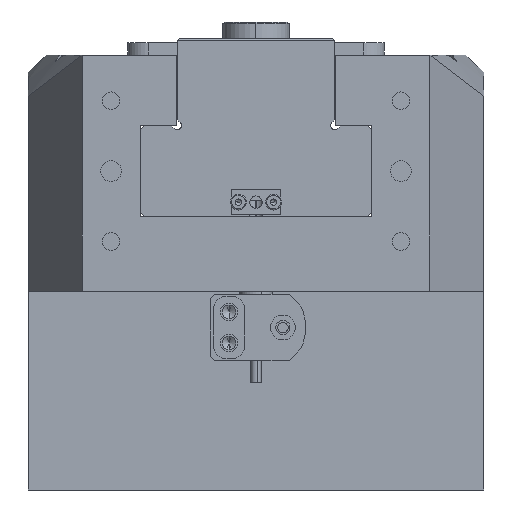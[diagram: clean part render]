
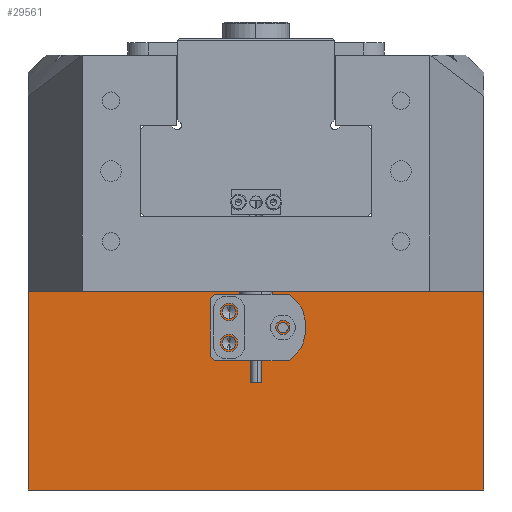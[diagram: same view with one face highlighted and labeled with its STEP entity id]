
A CAD part, left-side view. The second image highlights one B-rep face of the part: STEP entity #29561.
In plain terms, the highlighted planar face has unit normal (-1, 0, 0).
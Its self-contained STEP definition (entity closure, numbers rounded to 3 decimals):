
#436 = DIRECTION ( 'NONE',  ( 0., -1., 0. ) ) ;
#774 = DIRECTION ( 'NONE',  ( 0., 0., 1. ) ) ;
#964 = ORIENTED_EDGE ( 'NONE', *, *, #19300, .F. ) ;
#1376 = CIRCLE ( 'NONE', #28801, 1.25 ) ;
#1534 = VERTEX_POINT ( 'NONE', #30926 ) ;
#1597 = CARTESIAN_POINT ( 'NONE',  ( -111.343, -45.486, 231.842 ) ) ;
#1680 = VERTEX_POINT ( 'NONE', #38565 ) ;
#2014 = VERTEX_POINT ( 'NONE', #39610 ) ;
#2042 = DIRECTION ( 'NONE',  ( -1., 0., 0. ) ) ;
#2087 = CARTESIAN_POINT ( 'NONE',  ( -111.343, -45.486, 183.842 ) ) ;
#2886 = LINE ( 'NONE', #2087, #34984 ) ;
#3206 = VERTEX_POINT ( 'NONE', #7847 ) ;
#3565 = EDGE_CURVE ( 'NONE', #12288, #33682, #31856, .T. ) ;
#3778 = PLANE ( 'NONE',  #36896 ) ;
#5194 = DIRECTION ( 'NONE',  ( -1., 0., 0. ) ) ;
#5929 = AXIS2_PLACEMENT_3D ( 'NONE', #37703, #9880, #10154 ) ;
#6569 = ORIENTED_EDGE ( 'NONE', *, *, #36981, .F. ) ;
#7254 = EDGE_CURVE ( 'NONE', #20002, #35349, #14340, .T. ) ;
#7514 = AXIS2_PLACEMENT_3D ( 'NONE', #14255, #2042, #29468 ) ;
#7847 = CARTESIAN_POINT ( 'NONE',  ( -111.343, 64.514, 231.842 ) ) ;
#8156 = CARTESIAN_POINT ( 'NONE',  ( -111.343, 16.014, 228.492 ) ) ;
#8392 = CARTESIAN_POINT ( 'NONE',  ( -111.343, 79.009, 231.842 ) ) ;
#8692 = DIRECTION ( 'NONE',  ( 0., 0., 1. ) ) ;
#8898 = EDGE_CURVE ( 'NONE', #35349, #20002, #23792, .T. ) ;
#9826 = VECTOR ( 'NONE', #35674, 1000. ) ;
#9880 = DIRECTION ( 'NONE',  ( -1., 0., 0. ) ) ;
#9913 = CARTESIAN_POINT ( 'NONE',  ( -111.343, 79.009, 231.842 ) ) ;
#10036 = VECTOR ( 'NONE', #32833, 1000. ) ;
#10154 = DIRECTION ( 'NONE',  ( 0., 0., 1. ) ) ;
#10203 = AXIS2_PLACEMENT_3D ( 'NONE', #11632, #17526, #8692 ) ;
#10366 = AXIS2_PLACEMENT_3D ( 'NONE', #15179, #12096, #33488 ) ;
#11632 = CARTESIAN_POINT ( 'NONE',  ( -111.343, 16.014, 226.842 ) ) ;
#12096 = DIRECTION ( 'NONE',  ( -1., 0., 0. ) ) ;
#12247 = DIRECTION ( 'NONE',  ( 0., 0., 1. ) ) ;
#12288 = VERTEX_POINT ( 'NONE', #26925 ) ;
#12295 = EDGE_CURVE ( 'NONE', #1534, #1680, #16326, .T. ) ;
#13028 = CARTESIAN_POINT ( 'NONE',  ( -111.343, 16.014, 220.992 ) ) ;
#13793 = EDGE_CURVE ( 'NONE', #2014, #23395, #16723, .T. ) ;
#14255 = CARTESIAN_POINT ( 'NONE',  ( -111.343, 16.014, 219.342 ) ) ;
#14340 = CIRCLE ( 'NONE', #31164, 1.65 ) ;
#15179 = CARTESIAN_POINT ( 'NONE',  ( -111.343, 3.014, 223.042 ) ) ;
#16033 = CARTESIAN_POINT ( 'NONE',  ( -111.343, 16.014, 226.842 ) ) ;
#16326 = CIRCLE ( 'NONE', #10366, 1.25 ) ;
#16723 = LINE ( 'NONE', #26395, #10036 ) ;
#16922 = FACE_OUTER_BOUND ( 'NONE', #25917, .T. ) ;
#17340 = CARTESIAN_POINT ( 'NONE',  ( -111.343, 3.014, 223.042 ) ) ;
#17526 = DIRECTION ( 'NONE',  ( -1., 0., 0. ) ) ;
#17825 = ORIENTED_EDGE ( 'NONE', *, *, #3565, .F. ) ;
#18095 = EDGE_LOOP ( 'NONE', ( #964, #17825 ) ) ;
#19247 = ORIENTED_EDGE ( 'NONE', *, *, #26729, .T. ) ;
#19300 = EDGE_CURVE ( 'NONE', #33682, #12288, #36967, .T. ) ;
#20002 = VERTEX_POINT ( 'NONE', #29142 ) ;
#20283 = DIRECTION ( 'NONE',  ( 0., 0., 1. ) ) ;
#20291 = DIRECTION ( 'NONE',  ( 0., 0., -1. ) ) ;
#20804 = EDGE_CURVE ( 'NONE', #23395, #3206, #21611, .T. ) ;
#21611 = LINE ( 'NONE', #36442, #25923 ) ;
#23395 = VERTEX_POINT ( 'NONE', #30116 ) ;
#23792 = CIRCLE ( 'NONE', #10203, 1.65 ) ;
#25917 = EDGE_LOOP ( 'NONE', ( #32903, #6569, #19247, #29768 ) ) ;
#25923 = VECTOR ( 'NONE', #12247, 1000. ) ;
#26395 = CARTESIAN_POINT ( 'NONE',  ( -111.343, 9.514, 183.842 ) ) ;
#26729 = EDGE_CURVE ( 'NONE', #29716, #3206, #32836, .T. ) ;
#26925 = CARTESIAN_POINT ( 'NONE',  ( -111.343, 16.014, 217.692 ) ) ;
#27913 = FACE_BOUND ( 'NONE', #31006, .T. ) ;
#28801 = AXIS2_PLACEMENT_3D ( 'NONE', #17340, #5194, #20283 ) ;
#28873 = FACE_BOUND ( 'NONE', #18095, .T. ) ;
#29142 = CARTESIAN_POINT ( 'NONE',  ( -111.343, 16.014, 225.192 ) ) ;
#29468 = DIRECTION ( 'NONE',  ( 0., 0., 1. ) ) ;
#29561 = ADVANCED_FACE ( 'NONE', ( #33189, #28873, #27913, #16922 ), #3778, .T. ) ;
#29716 = VERTEX_POINT ( 'NONE', #1597 ) ;
#29768 = ORIENTED_EDGE ( 'NONE', *, *, #20804, .F. ) ;
#30116 = CARTESIAN_POINT ( 'NONE',  ( -111.343, 64.514, 183.842 ) ) ;
#30926 = CARTESIAN_POINT ( 'NONE',  ( -111.343, 3.014, 224.292 ) ) ;
#31006 = EDGE_LOOP ( 'NONE', ( #31942, #31688 ) ) ;
#31164 = AXIS2_PLACEMENT_3D ( 'NONE', #16033, #31511, #774 ) ;
#31511 = DIRECTION ( 'NONE',  ( -1., 0., 0. ) ) ;
#31688 = ORIENTED_EDGE ( 'NONE', *, *, #34205, .F. ) ;
#31856 = CIRCLE ( 'NONE', #7514, 1.65 ) ;
#31942 = ORIENTED_EDGE ( 'NONE', *, *, #12295, .F. ) ;
#32401 = EDGE_LOOP ( 'NONE', ( #39238, #36242 ) ) ;
#32833 = DIRECTION ( 'NONE',  ( 0., 1., 0. ) ) ;
#32836 = LINE ( 'NONE', #8392, #9826 ) ;
#32903 = ORIENTED_EDGE ( 'NONE', *, *, #13793, .F. ) ;
#33189 = FACE_BOUND ( 'NONE', #32401, .T. ) ;
#33488 = DIRECTION ( 'NONE',  ( 0., 0., 1. ) ) ;
#33682 = VERTEX_POINT ( 'NONE', #13028 ) ;
#34205 = EDGE_CURVE ( 'NONE', #1680, #1534, #1376, .T. ) ;
#34984 = VECTOR ( 'NONE', #20291, 1000. ) ;
#35349 = VERTEX_POINT ( 'NONE', #8156 ) ;
#35674 = DIRECTION ( 'NONE',  ( 0., 1., 0. ) ) ;
#36242 = ORIENTED_EDGE ( 'NONE', *, *, #7254, .F. ) ;
#36442 = CARTESIAN_POINT ( 'NONE',  ( -111.343, 64.514, 183.842 ) ) ;
#36896 = AXIS2_PLACEMENT_3D ( 'NONE', #9913, #37602, #436 ) ;
#36967 = CIRCLE ( 'NONE', #5929, 1.65 ) ;
#36981 = EDGE_CURVE ( 'NONE', #29716, #2014, #2886, .T. ) ;
#37602 = DIRECTION ( 'NONE',  ( -1., 0., 0. ) ) ;
#37703 = CARTESIAN_POINT ( 'NONE',  ( -111.343, 16.014, 219.342 ) ) ;
#38565 = CARTESIAN_POINT ( 'NONE',  ( -111.343, 3.014, 221.792 ) ) ;
#39238 = ORIENTED_EDGE ( 'NONE', *, *, #8898, .F. ) ;
#39610 = CARTESIAN_POINT ( 'NONE',  ( -111.343, -45.486, 183.842 ) ) ;
